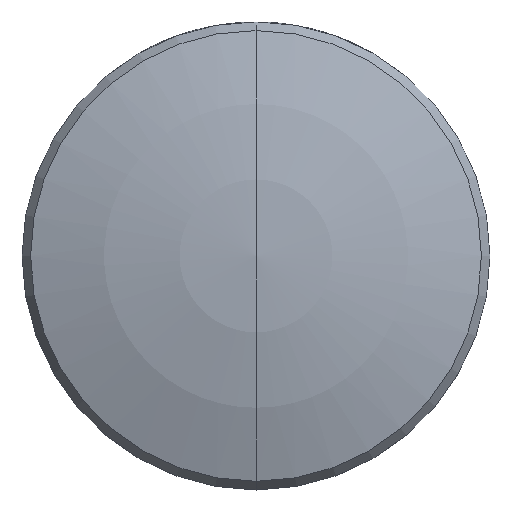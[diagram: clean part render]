
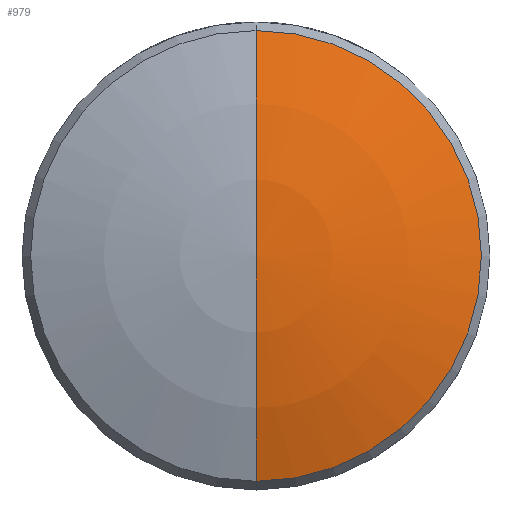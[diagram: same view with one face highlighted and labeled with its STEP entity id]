
A CAD part, top view. The second image highlights one B-rep face of the part: STEP entity #979.
In plain terms, the highlighted toroidal (fillet/blend) face has major radius 0.001 mm and minor radius 18.4 mm.
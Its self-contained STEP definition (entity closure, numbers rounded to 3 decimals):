
#32 = ORIENTED_EDGE ( 'NONE', *, *, #199, .T. ) ;
#120 = DIRECTION ( 'NONE',  ( 0., 1., 0. ) ) ;
#199 = EDGE_CURVE ( 'NONE', #2638, #1778, #2449, .T. ) ;
#316 = CIRCLE ( 'NONE', #1602, 6.117 ) ;
#367 = CARTESIAN_POINT ( 'NONE',  ( 0.617, 14.802, 10.945 ) ) ;
#452 = FACE_OUTER_BOUND ( 'NONE', #2117, .T. ) ;
#533 = DIRECTION ( 'NONE',  ( 1., 0., 0. ) ) ;
#757 = CARTESIAN_POINT ( 'NONE',  ( 0.617, 8.684, -6.409 ) ) ;
#770 = CIRCLE ( 'NONE', #2542, 18.4 ) ;
#808 = AXIS2_PLACEMENT_3D ( 'NONE', #757, #533, #1124 ) ;
#834 = CARTESIAN_POINT ( 'NONE',  ( 0.617, 8.686, -6.409 ) ) ;
#854 = ORIENTED_EDGE ( 'NONE', *, *, #2307, .T. ) ;
#952 = CARTESIAN_POINT ( 'NONE',  ( 0.617, 8.685, 10.945 ) ) ;
#979 = ADVANCED_FACE ( 'NONE', ( #452 ), #2547, .T. ) ;
#1124 = DIRECTION ( 'NONE',  ( 0., 1., 0. ) ) ;
#1126 = VERTEX_POINT ( 'NONE', #367 ) ;
#1369 = CARTESIAN_POINT ( 'NONE',  ( 0.617, 8.685, -6.409 ) ) ;
#1602 = AXIS2_PLACEMENT_3D ( 'NONE', #952, #1771, #120 ) ;
#1667 = DIRECTION ( 'NONE',  ( -1., 0., 0. ) ) ;
#1674 = EDGE_CURVE ( 'NONE', #2638, #1126, #770, .T. ) ;
#1771 = DIRECTION ( 'NONE',  ( 0., 0., 1. ) ) ;
#1778 = VERTEX_POINT ( 'NONE', #1857 ) ;
#1802 = DIRECTION ( 'NONE',  ( 0., 0., -1. ) ) ;
#1822 = ORIENTED_EDGE ( 'NONE', *, *, #1674, .F. ) ;
#1857 = CARTESIAN_POINT ( 'NONE',  ( 0.617, 2.568, 10.945 ) ) ;
#2117 = EDGE_LOOP ( 'NONE', ( #1822, #32, #854 ) ) ;
#2198 = AXIS2_PLACEMENT_3D ( 'NONE', #1369, #1802, #2600 ) ;
#2220 = CARTESIAN_POINT ( 'NONE',  ( 0.617, 8.685, 11.991 ) ) ;
#2307 = EDGE_CURVE ( 'NONE', #1778, #1126, #316, .T. ) ;
#2449 = CIRCLE ( 'NONE', #808, 18.4 ) ;
#2494 = DIRECTION ( 'NONE',  ( 0., 0., 1. ) ) ;
#2542 = AXIS2_PLACEMENT_3D ( 'NONE', #834, #1667, #2494 ) ;
#2547 = TOROIDAL_SURFACE ( 'NONE', #2198, 0.001, 18.4 ) ;
#2600 = DIRECTION ( 'NONE',  ( 0., 1., 0. ) ) ;
#2638 = VERTEX_POINT ( 'NONE', #2220 ) ;
